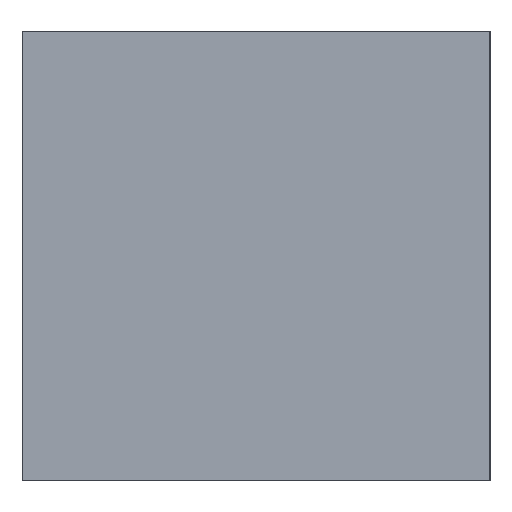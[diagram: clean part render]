
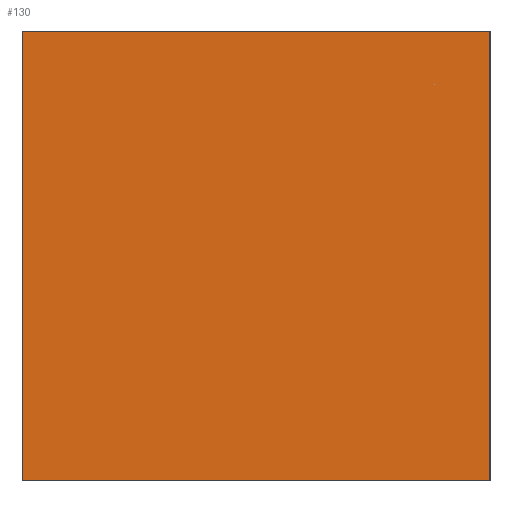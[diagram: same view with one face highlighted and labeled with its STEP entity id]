
A CAD part, left-side view. The second image highlights one B-rep face of the part: STEP entity #130.
In plain terms, the highlighted planar face has unit normal (-1, 0, 0).
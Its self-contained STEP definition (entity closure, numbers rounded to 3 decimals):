
#18=PLANE('',#160);
#25=FACE_OUTER_BOUND('',#33,.T.);
#33=EDGE_LOOP('',(#105,#106,#107,#108));
#41=LINE('',#214,#54);
#44=LINE('',#220,#57);
#45=LINE('',#222,#58);
#46=LINE('',#223,#59);
#54=VECTOR('',#179,10.);
#57=VECTOR('',#184,10.);
#58=VECTOR('',#185,10.);
#59=VECTOR('',#186,10.);
#72=VERTEX_POINT('',#211);
#73=VERTEX_POINT('',#213);
#75=VERTEX_POINT('',#219);
#76=VERTEX_POINT('',#221);
#84=EDGE_CURVE('',#72,#73,#41,.T.);
#87=EDGE_CURVE('',#75,#72,#44,.T.);
#88=EDGE_CURVE('',#76,#75,#45,.T.);
#89=EDGE_CURVE('',#73,#76,#46,.T.);
#105=ORIENTED_EDGE('',*,*,#87,.F.);
#106=ORIENTED_EDGE('',*,*,#88,.F.);
#107=ORIENTED_EDGE('',*,*,#89,.F.);
#108=ORIENTED_EDGE('',*,*,#84,.F.);
#130=ADVANCED_FACE('',(#25),#18,.T.);
#160=AXIS2_PLACEMENT_3D('',#218,#182,#183);
#179=DIRECTION('',(0.,1.,0.));
#182=DIRECTION('center_axis',(-1.,0.,0.));
#183=DIRECTION('ref_axis',(0.,-1.,0.));
#184=DIRECTION('',(0.,0.,-1.));
#185=DIRECTION('',(0.,-1.,0.));
#186=DIRECTION('',(0.,0.,1.));
#211=CARTESIAN_POINT('',(-3.,-2.55,-2.45));
#213=CARTESIAN_POINT('',(-3.,2.55,-2.45));
#214=CARTESIAN_POINT('',(-3.,2.55,-2.45));
#218=CARTESIAN_POINT('Origin',(-3.,2.55,0.));
#219=CARTESIAN_POINT('',(-3.,-2.55,2.45));
#220=CARTESIAN_POINT('',(-3.,-2.55,0.));
#221=CARTESIAN_POINT('',(-3.,2.55,2.45));
#222=CARTESIAN_POINT('',(-3.,2.55,2.45));
#223=CARTESIAN_POINT('',(-3.,2.55,0.));
